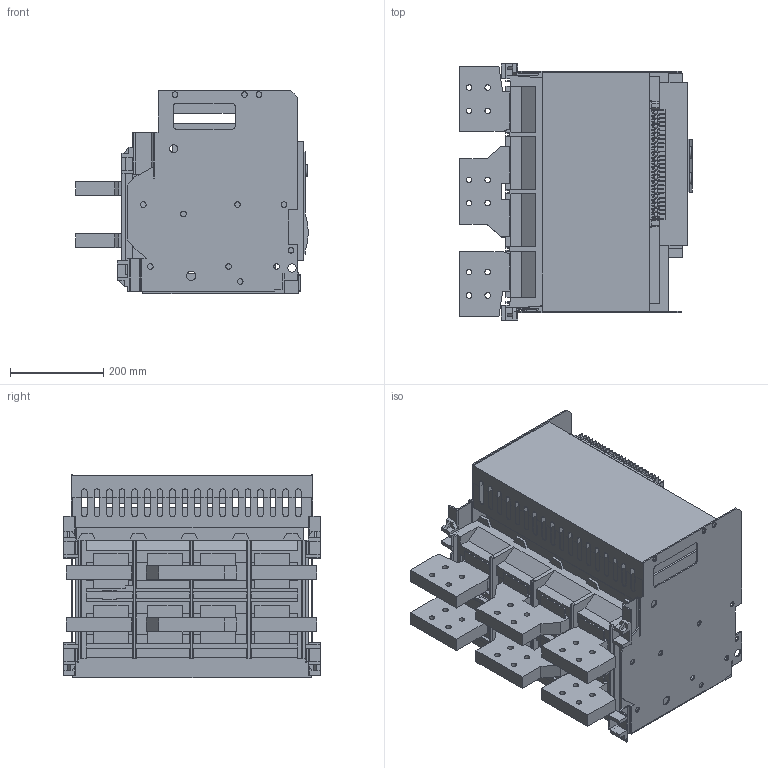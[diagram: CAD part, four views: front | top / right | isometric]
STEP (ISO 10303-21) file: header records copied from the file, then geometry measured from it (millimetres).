
FILE_DESCRIPTION(('STEP AP203'), '1');
FILE_NAME('Àâòîìàòè÷åñêèé âûêëþ÷àòåëü ÂÀ99-40 ñ-3ð D Ì2Ñ2S2 4000A', '', ('UNSPECIFIED'), ('UNSPECIFIED'), 'C3D Converter', 'C3D Toolkit', '');
FILE_SCHEMA(('CONFIG_CONTROL_DESIGN'));
Length unit declared in the file: millimetre
Assembly tree (3 placements, depth 2):
  (unnamed)
    (unnamed)
    (unnamed)
    (unnamed)
Bounding box: 499 x 550 x 436 mm (x, y, z)
Volume: 63561309.8 mm3; surface area: 3034167.7 mm2
Topology: 9 solids, 9 shells, 1511 faces, 4443 edges, 2862 vertices
Faces by surface type: plane 1319, cylinder 192
Full cylindrical faces by diameter (mm): 4 x4, 7 x26, 8 x25, 11 x1, 12 x48, 14 x1, 17 x2, 18 x2, 20 x2, 25 x2
Entity records: 54219 total; most frequent: CARTESIAN_POINT 8707, ORIENTED_EDGE 8660, DIRECTION 7771, EDGE_CURVE 4330, LINE 3919, VECTOR 3919, VERTEX_POINT 2862, AXIS2_PLACEMENT_3D 1926
